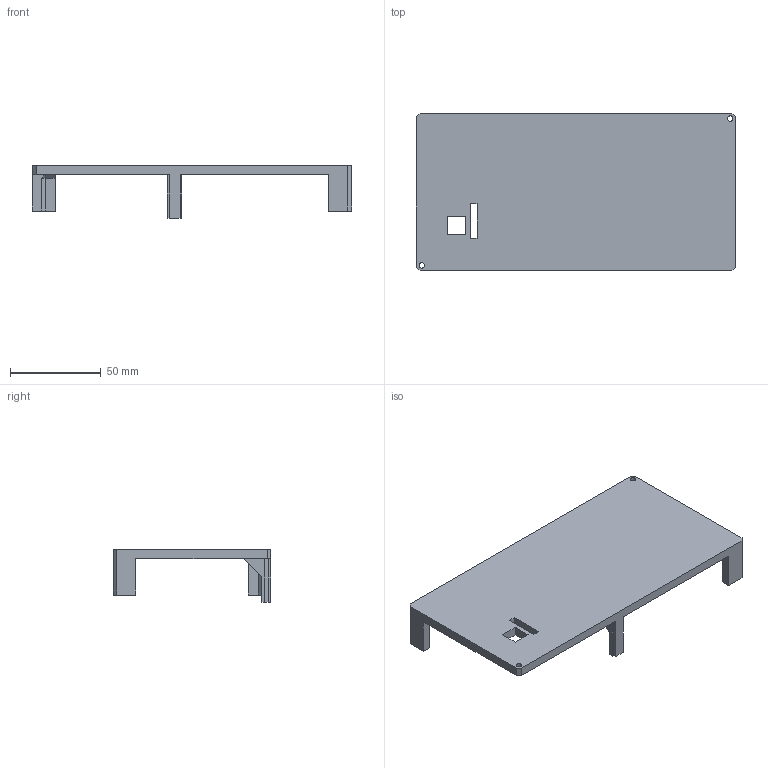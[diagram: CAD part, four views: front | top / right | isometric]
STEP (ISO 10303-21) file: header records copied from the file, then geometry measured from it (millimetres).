
FILE_DESCRIPTION(/* description */ ('STEP AP242','CAx-IF Rec.Pracs.---Representation and Presentation of Product Manufacturing Information (PMI)---4.0---2014-10-13','CAx-IF Rec.Pracs.---3D Tessellated Geometry---0.4---2014-09-14','2;1'),/* implementation_level */ '2;1');
FILE_NAME(/* name */ '653ed6166061962cfe52ee3b',/* time_stamp */ '2023-10-29T22:00:55Z',/* author */ (''),/* organization */ (''),/* preprocessor_version */ 'ST-DEVELOPER v19.4',/* originating_system */ ' ',/* authorisation */ ' ');
FILE_SCHEMA (('AP242_MANAGED_MODEL_BASED_3D_ENGINEERING_MIM_LF { 1 0 10303 442 1 1 4 }'));
Length unit declared in the file: metre
Products named in the file (1): Part 1
Bounding box: 176 x 87.01 x 29 mm (x, y, z)
Volume: 80736.3 mm3; surface area: 35960.2 mm2
Topology: 1 solids, 1 shells, 56 faces, 153 edges, 100 vertices
Faces by surface type: plane 53, cylinder 3
Full cylindrical faces by diameter (mm): 1.5 x1, 3 x2
Entity records: 1749 total; most frequent: CARTESIAN_POINT 305, ORIENTED_EDGE 298, DIRECTION 269, EDGE_CURVE 149, LINE 143, VECTOR 143, VERTEX_POINT 99, EDGE_LOOP 68
